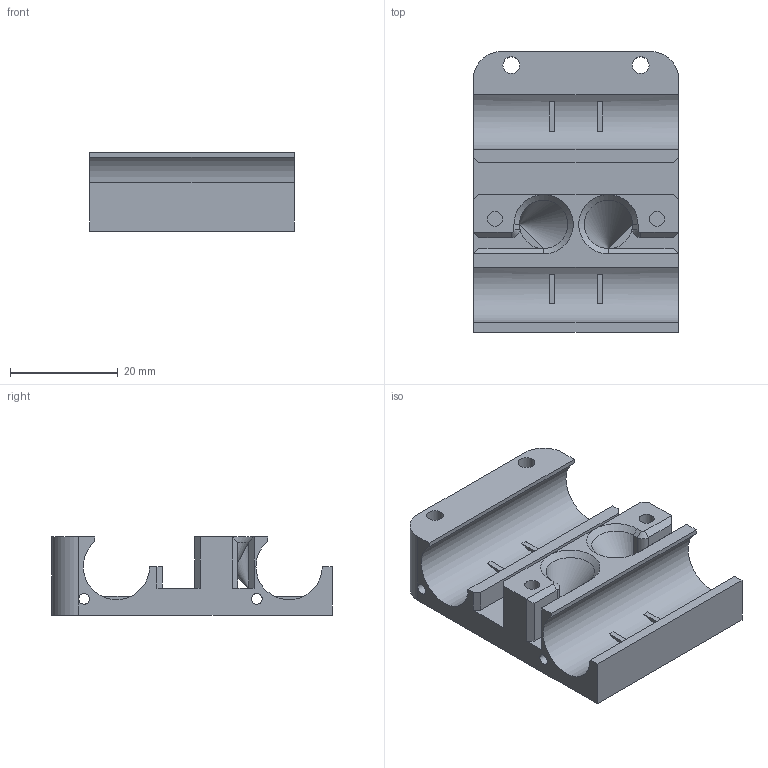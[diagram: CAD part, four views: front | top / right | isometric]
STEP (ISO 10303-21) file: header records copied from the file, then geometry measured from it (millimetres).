
FILE_DESCRIPTION(('FreeCAD Model'),'2;1');
FILE_NAME('Open CASCADE Shape Model','2023-03-07T11:24:34',('Author'),( ''),'Open CASCADE STEP processor 7.5','FreeCAD','Unknown');
FILE_SCHEMA(('AUTOMOTIVE_DESIGN { 1 0 10303 214 1 1 1 1 }'));
Length unit declared in the file: millimetre
Products named in the file (1): carriage
Bounding box: 38 x 52 x 14.5 mm (x, y, z)
Volume: 13878.5 mm3; surface area: 8869.8 mm2
Topology: 1 solids, 1 shells, 78 faces, 206 edges, 136 vertices
Faces by surface type: plane 56, cylinder 18, cone 4
Full cylindrical faces by diameter (mm): 2 x2, 2.8 x2, 3.1 x4, 9 x2
Entity records: 5129 total; most frequent: CARTESIAN_POINT 1103, DIRECTION 711, LINE 424, VECTOR 424, ORIENTED_EDGE 412, PCURVE 412, DEFINITIONAL_REPRESENTATION 412, EDGE_CURVE 206
